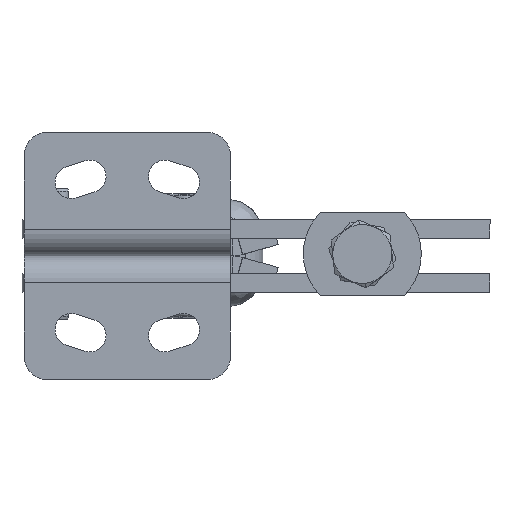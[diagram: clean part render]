
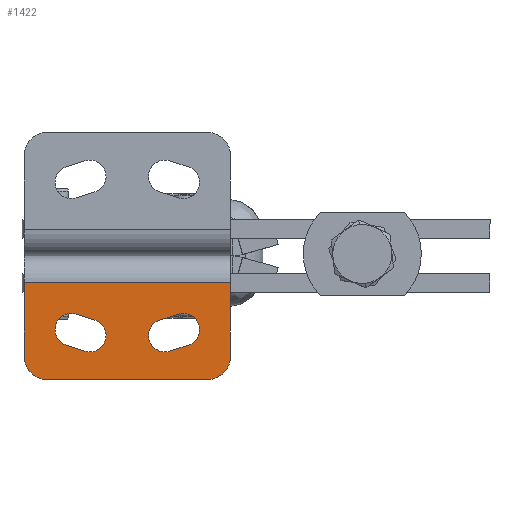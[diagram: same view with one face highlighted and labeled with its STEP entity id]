
A CAD part, front view. The second image highlights one B-rep face of the part: STEP entity #1422.
In plain terms, the highlighted free-form (B-spline) face has degree [1, 1] with [2, 2] control points.
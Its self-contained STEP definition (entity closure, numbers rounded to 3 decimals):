
#1090=CARTESIAN_POINT('',(-77.317,44.832,-90.741));
#1091=VERTEX_POINT('',#1090);
#1101=CARTESIAN_POINT('',(-42.317,44.832,-90.741));
#1102=VERTEX_POINT('',#1101);
#1103=CARTESIAN_POINT('',(-77.317,44.832,-90.741));
#1104=DIRECTION('',(1.0,0.0,0.0));
#1105=VECTOR('',#1104,35.);
#1106=LINE('',#1103,#1105);
#1107=EDGE_CURVE('',#1091,#1102,#1106,.T.);
#1302=CARTESIAN_POINT('',(-77.317,44.832,-90.741));
#1303=CARTESIAN_POINT('',(-42.317,44.832,-90.741));
#1304=CARTESIAN_POINT('',(-77.317,44.832,-107.237));
#1305=CARTESIAN_POINT('',(-42.317,44.832,-107.237));
#1306=B_SPLINE_SURFACE_WITH_KNOTS('',1,1,((#1302,#1304),(#1303,#1305)),.UNSPECIFIED.,.F.,.F.,.U.,(2,2),(2,2),(0.0,35.),(0.0,16.495),.UNSPECIFIED.);
#1307=ORIENTED_EDGE('',*,*,#1107,.F.);
#1308=CARTESIAN_POINT('',(-77.317,44.832,-103.237));
#1309=VERTEX_POINT('',#1308);
#1310=CARTESIAN_POINT('',(-77.317,44.832,-90.741));
#1311=DIRECTION('',(0.0,0.0,-1.0));
#1312=VECTOR('',#1311,12.495);
#1313=LINE('',#1310,#1312);
#1314=EDGE_CURVE('',#1091,#1309,#1313,.T.);
#1315=ORIENTED_EDGE('',*,*,#1314,.T.);
#1316=CARTESIAN_POINT('',(-73.317,44.832,-107.237));
#1317=VERTEX_POINT('',#1316);
#1318=CARTESIAN_POINT('',(-73.317,44.832,-103.237));
#1319=DIRECTION('',(0.0,-1.0,0.0));
#1320=DIRECTION('',(-1.0,0.0,0.0));
#1321=AXIS2_PLACEMENT_3D('',#1318,#1319,#1320);
#1322=CIRCLE('',#1321,4.0);
#1323=EDGE_CURVE('',#1309,#1317,#1322,.T.);
#1324=ORIENTED_EDGE('',*,*,#1323,.T.);
#1325=CARTESIAN_POINT('',(-46.317,44.832,-107.237));
#1326=VERTEX_POINT('',#1325);
#1327=CARTESIAN_POINT('',(-73.317,44.832,-107.237));
#1328=DIRECTION('',(1.0,0.0,0.0));
#1329=VECTOR('',#1328,27.);
#1330=LINE('',#1327,#1329);
#1331=EDGE_CURVE('',#1317,#1326,#1330,.T.);
#1332=ORIENTED_EDGE('',*,*,#1331,.T.);
#1333=CARTESIAN_POINT('',(-42.317,44.832,-103.237));
#1334=VERTEX_POINT('',#1333);
#1335=CARTESIAN_POINT('',(-46.317,44.832,-103.237));
#1336=DIRECTION('',(0.0,-1.0,0.0));
#1337=DIRECTION('',(0.0,0.0,-1.0));
#1338=AXIS2_PLACEMENT_3D('',#1335,#1336,#1337);
#1339=CIRCLE('',#1338,4.0);
#1340=EDGE_CURVE('',#1326,#1334,#1339,.T.);
#1341=ORIENTED_EDGE('',*,*,#1340,.T.);
#1342=CARTESIAN_POINT('',(-42.317,44.832,-103.237));
#1343=DIRECTION('',(0.0,0.0,1.0));
#1344=VECTOR('',#1343,12.495);
#1345=LINE('',#1342,#1344);
#1346=EDGE_CURVE('',#1334,#1102,#1345,.T.);
#1347=ORIENTED_EDGE('',*,*,#1346,.T.);
#1348=EDGE_LOOP('',(#1307,#1315,#1324,#1332,#1341,#1347));
#1349=FACE_OUTER_BOUND('',#1348,.T.);
#1350=CARTESIAN_POINT('',(-52.635,44.832,-102.358));
#1351=VERTEX_POINT('',#1350);
#1352=CARTESIAN_POINT('',(-49.485,44.832,-101.358));
#1353=VERTEX_POINT('',#1352);
#1354=CARTESIAN_POINT('',(-52.635,44.832,-102.358));
#1355=DIRECTION('',(0.953,0.,0.303));
#1356=VECTOR('',#1355,3.305);
#1357=LINE('',#1354,#1356);
#1358=EDGE_CURVE('',#1351,#1353,#1357,.T.);
#1359=ORIENTED_EDGE('',*,*,#1358,.F.);
#1360=CARTESIAN_POINT('',(-54.299,44.832,-97.115));
#1361=VERTEX_POINT('',#1360);
#1362=CARTESIAN_POINT('',(-53.467,44.832,-99.737));
#1363=DIRECTION('',(0.,-1.0,0.));
#1364=DIRECTION('',(0.303,0.,-0.953));
#1365=AXIS2_PLACEMENT_3D('',#1362,#1363,#1364);
#1366=CIRCLE('',#1365,2.75);
#1367=EDGE_CURVE('',#1361,#1351,#1366,.T.);
#1368=ORIENTED_EDGE('',*,*,#1367,.F.);
#1369=CARTESIAN_POINT('',(-51.149,44.832,-96.115));
#1370=VERTEX_POINT('',#1369);
#1371=CARTESIAN_POINT('',(-51.149,44.832,-96.115));
#1372=DIRECTION('',(-0.953,0.0,-0.303));
#1373=VECTOR('',#1372,3.305);
#1374=LINE('',#1371,#1373);
#1375=EDGE_CURVE('',#1370,#1361,#1374,.T.);
#1376=ORIENTED_EDGE('',*,*,#1375,.F.);
#1377=CARTESIAN_POINT('',(-50.317,44.832,-98.737));
#1378=DIRECTION('',(0.,-1.0,0.));
#1379=DIRECTION('',(-0.303,0.,0.953));
#1380=AXIS2_PLACEMENT_3D('',#1377,#1378,#1379);
#1381=CIRCLE('',#1380,2.75);
#1382=EDGE_CURVE('',#1353,#1370,#1381,.T.);
#1383=ORIENTED_EDGE('',*,*,#1382,.F.);
#1384=EDGE_LOOP('',(#1359,#1368,#1376,#1383));
#1385=FACE_BOUND('',#1384,.T.);
#1386=CARTESIAN_POINT('',(-70.149,44.832,-101.358));
#1387=VERTEX_POINT('',#1386);
#1388=CARTESIAN_POINT('',(-66.999,44.832,-102.358));
#1389=VERTEX_POINT('',#1388);
#1390=CARTESIAN_POINT('',(-70.149,44.832,-101.358));
#1391=DIRECTION('',(0.953,0.,-0.303));
#1392=VECTOR('',#1391,3.305);
#1393=LINE('',#1390,#1392);
#1394=EDGE_CURVE('',#1387,#1389,#1393,.T.);
#1395=ORIENTED_EDGE('',*,*,#1394,.F.);
#1396=CARTESIAN_POINT('',(-68.485,44.832,-96.115));
#1397=VERTEX_POINT('',#1396);
#1398=CARTESIAN_POINT('',(-69.317,44.832,-98.737));
#1399=DIRECTION('',(0.,-1.,0.));
#1400=DIRECTION('',(-0.303,0.,-0.953));
#1401=AXIS2_PLACEMENT_3D('',#1398,#1399,#1400);
#1402=CIRCLE('',#1401,2.75);
#1403=EDGE_CURVE('',#1397,#1387,#1402,.T.);
#1404=ORIENTED_EDGE('',*,*,#1403,.F.);
#1405=CARTESIAN_POINT('',(-65.335,44.832,-97.115));
#1406=VERTEX_POINT('',#1405);
#1407=CARTESIAN_POINT('',(-65.335,44.832,-97.115));
#1408=DIRECTION('',(-0.953,0.,0.303));
#1409=VECTOR('',#1408,3.305);
#1410=LINE('',#1407,#1409);
#1411=EDGE_CURVE('',#1406,#1397,#1410,.T.);
#1412=ORIENTED_EDGE('',*,*,#1411,.F.);
#1413=CARTESIAN_POINT('',(-66.167,44.832,-99.737));
#1414=DIRECTION('',(0.,-1.0,0.));
#1415=DIRECTION('',(0.303,0.,0.953));
#1416=AXIS2_PLACEMENT_3D('',#1413,#1414,#1415);
#1417=CIRCLE('',#1416,2.75);
#1418=EDGE_CURVE('',#1389,#1406,#1417,.T.);
#1419=ORIENTED_EDGE('',*,*,#1418,.F.);
#1420=EDGE_LOOP('',(#1395,#1404,#1412,#1419));
#1421=FACE_BOUND('',#1420,.T.);
#1422=ADVANCED_FACE('',(#1349,#1385,#1421),#1306,.F.);
